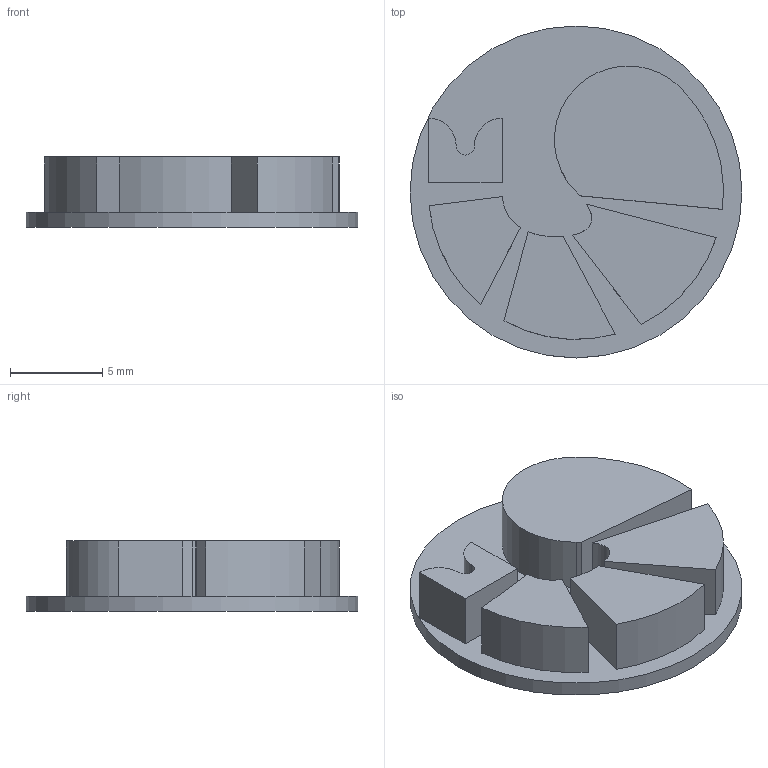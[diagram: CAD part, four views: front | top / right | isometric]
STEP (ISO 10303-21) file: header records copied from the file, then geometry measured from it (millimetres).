
FILE_DESCRIPTION(/* description */ (''),/* implementation_level */ '2;1');
FILE_NAME(/* name */ 'Shrimple20 Keypad Shrimp Chip.step',/* time_stamp */ '2026-01-05T22:37:43-05:00',/* author */ (''),/* organization */ (''),/* preprocessor_version */ 'ST-DEVELOPER v20.1',/* originating_system */ 'Autodesk Translation Framework v14.21.0.0',/* authorisation */ '');
FILE_SCHEMA (('AUTOMOTIVE_DESIGN { 1 0 10303 214 3 1 1 }'));
Length unit declared in the file: millimetre
Products named in the file (1): Keyboard Case_Shrimple20 Shrimp Chip
Bounding box: 18 x 18 x 3.8 mm (x, y, z)
Volume: 600.2 mm3; surface area: 864.1 mm2
Topology: 1 solids, 1 shells, 30 faces, 69 edges, 46 vertices
Faces by surface type: plane 17, cylinder 9, bspline 4
Full cylindrical faces by diameter (mm): 18 x1
Entity records: 998 total; most frequent: CARTESIAN_POINT 288, ORIENTED_EDGE 138, DIRECTION 133, EDGE_CURVE 69, VERTEX_POINT 46, AXIS2_PLACEMENT_3D 45, LINE 43, VECTOR 43
